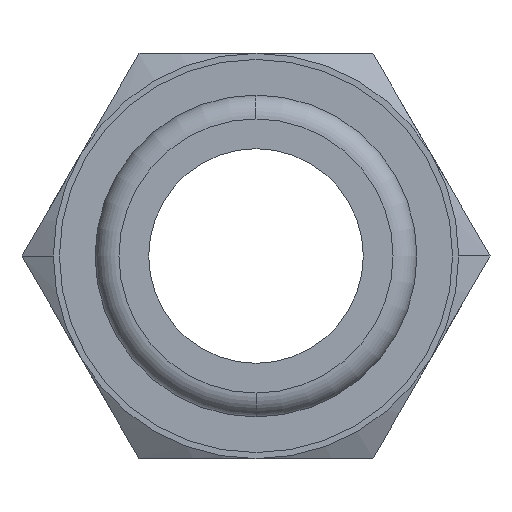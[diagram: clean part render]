
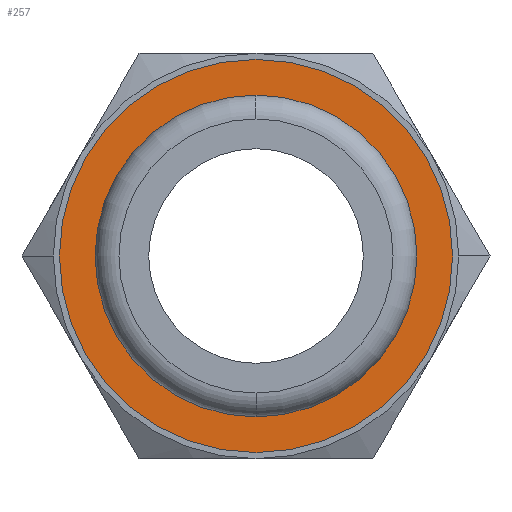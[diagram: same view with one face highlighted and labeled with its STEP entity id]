
A CAD part, front view. The second image highlights one B-rep face of the part: STEP entity #257.
In plain terms, the highlighted planar face has unit normal (0, -1, 0).
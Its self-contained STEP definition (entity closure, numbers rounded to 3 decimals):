
#257=ADVANCED_FACE('',(#524,#525),#526,.T.);
#524=FACE_OUTER_BOUND('',#797,.T.);
#525=FACE_BOUND('',#798,.T.);
#526=PLANE('',#799);
#797=EDGE_LOOP('',(#1433,#1434));
#798=EDGE_LOOP('',(#1435,#1436));
#799=AXIS2_PLACEMENT_3D('',#1437,#1438,#1439);
#1433=ORIENTED_EDGE('',*,*,#1739,.T.);
#1434=ORIENTED_EDGE('',*,*,#1564,.T.);
#1435=ORIENTED_EDGE('',*,*,#1591,.F.);
#1436=ORIENTED_EDGE('',*,*,#1799,.F.);
#1437=CARTESIAN_POINT('',(0.0,15.5,0.0));
#1438=DIRECTION('',(0.0,-1.0,0.0));
#1439=DIRECTION('',(-1.0,0.0,0.0));
#1564=EDGE_CURVE('',#1843,#1840,#1844,.T.);
#1591=EDGE_CURVE('',#1888,#1885,#1890,.T.);
#1739=EDGE_CURVE('',#1840,#1843,#2099,.T.);
#1799=EDGE_CURVE('',#1885,#1888,#2166,.T.);
#1840=VERTEX_POINT('',#2219);
#1843=VERTEX_POINT('',#2223);
#1844=CIRCLE('',#2224,8.245);
#1885=VERTEX_POINT('',#2274);
#1888=VERTEX_POINT('',#2278);
#1890=CIRCLE('',#2281,6.75);
#2099=CIRCLE('',#2741,8.245);
#2166=CIRCLE('',#2862,6.75);
#2219=CARTESIAN_POINT('',(8.245,15.5,0.0));
#2223=CARTESIAN_POINT('',(-8.245,15.5,0.));
#2224=AXIS2_PLACEMENT_3D('',#2908,#2909,#2910);
#2274=CARTESIAN_POINT('',(6.75,15.5,0.));
#2278=CARTESIAN_POINT('',(-6.75,15.5,0.));
#2281=AXIS2_PLACEMENT_3D('',#2952,#2953,#2954);
#2741=AXIS2_PLACEMENT_3D('',#3141,#3142,#3143);
#2862=AXIS2_PLACEMENT_3D('',#3205,#3206,#3207);
#2908=CARTESIAN_POINT('',(0.0,15.5,0.0));
#2909=DIRECTION('',(0.0,-1.0,0.0));
#2910=DIRECTION('',(1.0,0.0,0.0));
#2952=CARTESIAN_POINT('',(0.0,15.5,0.0));
#2953=DIRECTION('',(0.0,-1.0,0.0));
#2954=DIRECTION('',(1.0,0.0,0.0));
#3141=CARTESIAN_POINT('',(0.0,15.5,0.0));
#3142=DIRECTION('',(0.0,-1.0,0.0));
#3143=DIRECTION('',(1.0,0.0,0.0));
#3205=CARTESIAN_POINT('',(0.0,15.5,0.0));
#3206=DIRECTION('',(0.0,-1.0,0.0));
#3207=DIRECTION('',(1.0,0.0,0.0));
